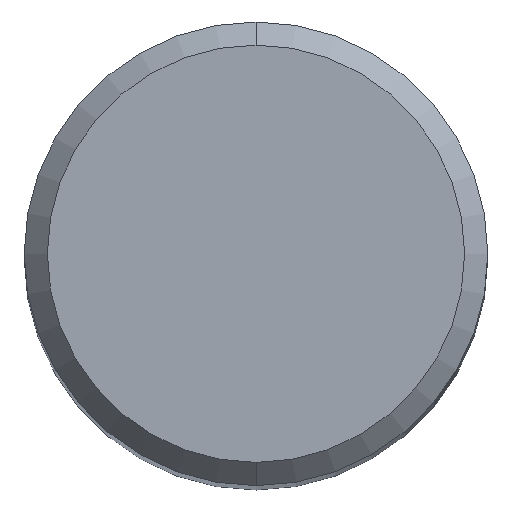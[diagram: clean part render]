
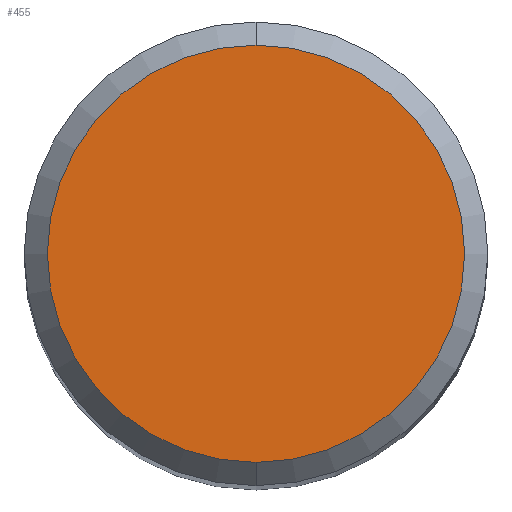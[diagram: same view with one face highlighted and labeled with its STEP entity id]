
A CAD part, top view. The second image highlights one B-rep face of the part: STEP entity #455.
In plain terms, the highlighted planar face has unit normal (0, 0, 1).
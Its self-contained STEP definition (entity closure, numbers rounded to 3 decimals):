
#353=EDGE_CURVE('',#385,#381,#679,.T.);
#381=VERTEX_POINT('',#708);
#385=VERTEX_POINT('',#713);
#455=ADVANCED_FACE('',(#791),#792,.T.);
#459=EDGE_CURVE('',#381,#385,#796,.T.);
#679=CIRCLE('',#1225,4.5);
#708=CARTESIAN_POINT('',(0.0,4.5,0.0));
#713=CARTESIAN_POINT('',(0.,-4.5,0.0));
#791=FACE_OUTER_BOUND('',#1462,.T.);
#792=PLANE('',#1463);
#796=CIRCLE('',#1470,4.5);
#1225=AXIS2_PLACEMENT_3D('',#1710,#1711,#1712);
#1462=EDGE_LOOP('',(#1826,#1827));
#1463=AXIS2_PLACEMENT_3D('',#1828,#1829,#1830);
#1470=AXIS2_PLACEMENT_3D('',#1832,#1833,#1834);
#1710=CARTESIAN_POINT('',(0.0,0.0,0.0));
#1711=DIRECTION('',(0.0,0.0,-1.0));
#1712=DIRECTION('',(0.0,1.0,0.0));
#1826=ORIENTED_EDGE('',*,*,#459,.F.);
#1827=ORIENTED_EDGE('',*,*,#353,.F.);
#1828=CARTESIAN_POINT('',(0.0,2.25,0.0));
#1829=DIRECTION('',(-0.0,0.0,1.0));
#1830=DIRECTION('',(0.0,-1.0,0.0));
#1832=CARTESIAN_POINT('',(0.0,0.0,0.0));
#1833=DIRECTION('',(0.0,0.0,-1.0));
#1834=DIRECTION('',(0.0,1.0,0.0));
